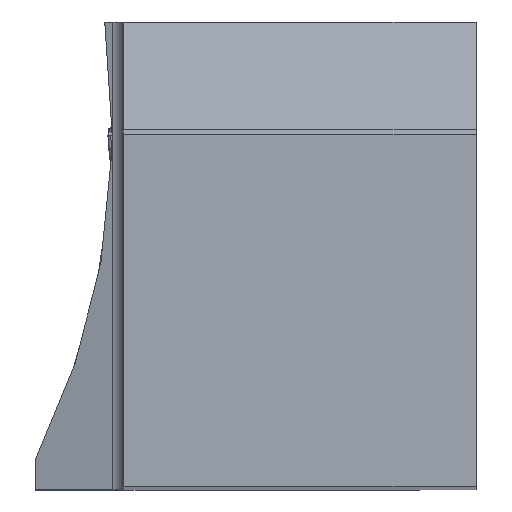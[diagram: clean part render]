
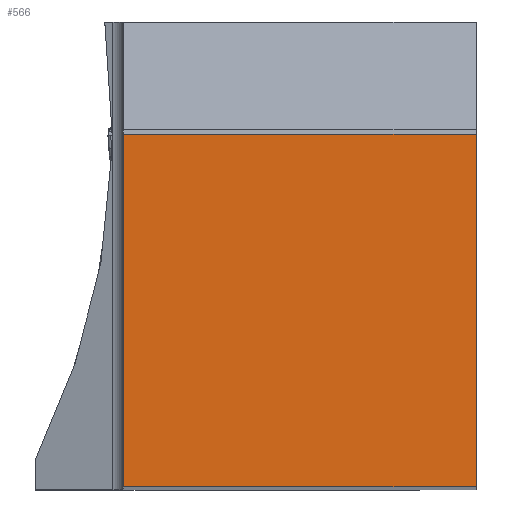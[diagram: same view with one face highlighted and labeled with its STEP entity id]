
A CAD part, top view. The second image highlights one B-rep face of the part: STEP entity #566.
In plain terms, the highlighted planar face has unit normal (0, 0, 1).
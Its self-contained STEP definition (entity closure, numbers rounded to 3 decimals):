
#154=PLANE('',#4755);
#566=ADVANCED_FACE('',(#900),#154,.T.);
#900=FACE_OUTER_BOUND('',#1167,.T.);
#1167=EDGE_LOOP('',(#2893,#2894,#2895,#2896));
#2893=ORIENTED_EDGE('',*,*,#4069,.F.);
#2894=ORIENTED_EDGE('',*,*,#4075,.T.);
#2895=ORIENTED_EDGE('',*,*,#4071,.T.);
#2896=ORIENTED_EDGE('',*,*,#4076,.F.);
#3404=VERTEX_POINT('',#10162);
#3408=VERTEX_POINT('',#10170);
#3409=VERTEX_POINT('',#10174);
#3410=VERTEX_POINT('',#10176);
#4069=EDGE_CURVE('',#3408,#3404,#4272,.T.);
#4071=EDGE_CURVE('',#3410,#3409,#4274,.T.);
#4075=EDGE_CURVE('',#3408,#3410,#4278,.T.);
#4076=EDGE_CURVE('',#3404,#3409,#4279,.T.);
#4272=LINE('',#10171,#4470);
#4274=LINE('',#10175,#4472);
#4278=LINE('',#10183,#4476);
#4279=LINE('',#10184,#4477);
#4470=VECTOR('',#5448,1.);
#4472=VECTOR('',#5452,1.);
#4476=VECTOR('',#5458,1.);
#4477=VECTOR('',#5459,1.);
#4755=AXIS2_PLACEMENT_3D('',#10185,#5460,#5461);
#5448=DIRECTION('',(0.,-1.,0.));
#5452=DIRECTION('',(0.,-1.,0.));
#5458=DIRECTION('',(-1.,0.,0.));
#5459=DIRECTION('',(-1.,0.,0.));
#5460=DIRECTION('',(0.,0.,1.));
#5461=DIRECTION('',(1.,0.,0.));
#10162=CARTESIAN_POINT('',(0.,0.,0.));
#10170=CARTESIAN_POINT('',(0.,24.9,0.));
#10171=CARTESIAN_POINT('',(0.,40.,0.));
#10174=CARTESIAN_POINT('',(-24.9,0.,0.));
#10175=CARTESIAN_POINT('',(-24.9,40.,0.));
#10176=CARTESIAN_POINT('',(-24.9,24.9,0.));
#10183=CARTESIAN_POINT('',(0.,24.9,0.));
#10184=CARTESIAN_POINT('',(0.,0.,0.));
#10185=CARTESIAN_POINT('',(0.,24.9,0.));
